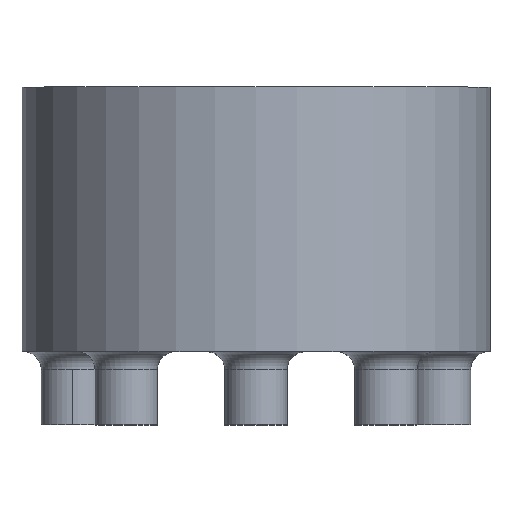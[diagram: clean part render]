
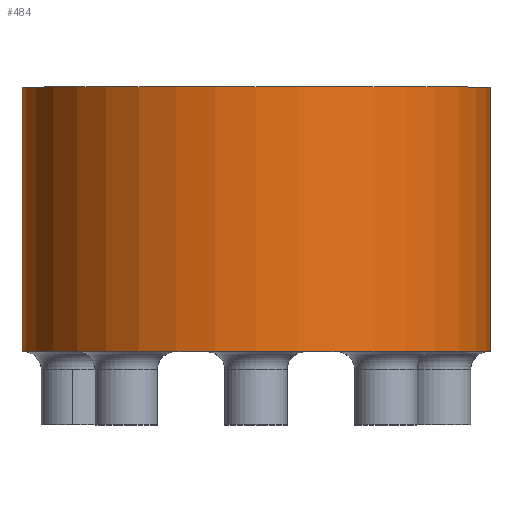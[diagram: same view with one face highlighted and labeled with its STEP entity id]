
A CAD part, top view. The second image highlights one B-rep face of the part: STEP entity #484.
In plain terms, the highlighted cylindrical face has radius 12.75 mm (diameter 25.5 mm), a partial arc.
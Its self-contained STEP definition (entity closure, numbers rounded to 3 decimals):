
#10 = DIRECTION ( 'NONE',  ( 0., -1., 0. ) ) ;
#46 = CARTESIAN_POINT ( 'NONE',  ( 0., 10.5, 0. ) ) ;
#170 = VECTOR ( 'NONE', #10, 1000. ) ;
#190 = VERTEX_POINT ( 'NONE', #336 ) ;
#220 = ORIENTED_EDGE ( 'NONE', *, *, #1058, .T. ) ;
#265 = ORIENTED_EDGE ( 'NONE', *, *, #342, .F. ) ;
#333 = VERTEX_POINT ( 'NONE', #578 ) ;
#336 = CARTESIAN_POINT ( 'NONE',  ( -12.75, 24.9, 0. ) ) ;
#342 = EDGE_CURVE ( 'NONE', #333, #900, #1023, .T. ) ;
#387 = EDGE_CURVE ( 'NONE', #190, #900, #913, .T. ) ;
#396 = DIRECTION ( 'NONE',  ( 0., -1., 0. ) ) ;
#434 = DIRECTION ( 'NONE',  ( 0., -1., 0. ) ) ;
#446 = ORIENTED_EDGE ( 'NONE', *, *, #610, .F. ) ;
#447 = DIRECTION ( 'NONE',  ( 1., 0., 0. ) ) ;
#476 = CARTESIAN_POINT ( 'NONE',  ( -12.75, 0., 0. ) ) ;
#484 = ADVANCED_FACE ( 'NONE', ( #494 ), #516, .T. ) ;
#494 = FACE_OUTER_BOUND ( 'NONE', #694, .T. ) ;
#516 = CYLINDRICAL_SURFACE ( 'NONE', #1142, 12.75 ) ;
#573 = CARTESIAN_POINT ( 'NONE',  ( 12.75, 24.9, 0. ) ) ;
#578 = CARTESIAN_POINT ( 'NONE',  ( 12.75, 10.5, 0. ) ) ;
#610 = EDGE_CURVE ( 'NONE', #633, #333, #1106, .T. ) ;
#633 = VERTEX_POINT ( 'NONE', #573 ) ;
#694 = EDGE_LOOP ( 'NONE', ( #220, #1004, #265, #446 ) ) ;
#699 = DIRECTION ( 'NONE',  ( 0., -1., 0. ) ) ;
#719 = VECTOR ( 'NONE', #699, 1000. ) ;
#841 = AXIS2_PLACEMENT_3D ( 'NONE', #46, #1298, #447 ) ;
#897 = CARTESIAN_POINT ( 'NONE',  ( 12.75, 0., 0. ) ) ;
#900 = VERTEX_POINT ( 'NONE', #1258 ) ;
#913 = LINE ( 'NONE', #476, #170 ) ;
#1004 = ORIENTED_EDGE ( 'NONE', *, *, #387, .T. ) ;
#1023 = CIRCLE ( 'NONE', #841, 12.75 ) ;
#1051 = CARTESIAN_POINT ( 'NONE',  ( 0., 0., 0. ) ) ;
#1058 = EDGE_CURVE ( 'NONE', #633, #190, #1131, .T. ) ;
#1106 = LINE ( 'NONE', #897, #719 ) ;
#1131 = CIRCLE ( 'NONE', #1174, 12.75 ) ;
#1142 = AXIS2_PLACEMENT_3D ( 'NONE', #1051, #396, #1255 ) ;
#1174 = AXIS2_PLACEMENT_3D ( 'NONE', #1289, #434, #1285 ) ;
#1255 = DIRECTION ( 'NONE',  ( 1., 0., 0. ) ) ;
#1258 = CARTESIAN_POINT ( 'NONE',  ( -12.75, 10.5, 0. ) ) ;
#1285 = DIRECTION ( 'NONE',  ( 1., 0., 0. ) ) ;
#1289 = CARTESIAN_POINT ( 'NONE',  ( 0., 24.9, 0. ) ) ;
#1298 = DIRECTION ( 'NONE',  ( 0., -1., 0. ) ) ;
